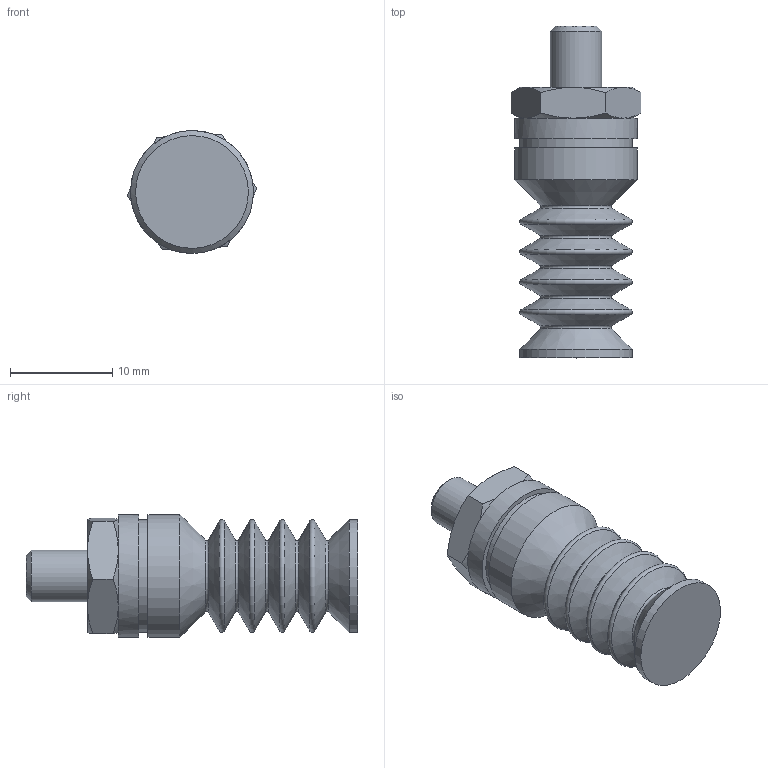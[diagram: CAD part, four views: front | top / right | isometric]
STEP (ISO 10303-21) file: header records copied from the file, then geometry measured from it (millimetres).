
FILE_DESCRIPTION(/* description */ (''),/* implementation_level */ '2;1');
FILE_NAME(/* name */ 'vf12-5nit+rac13rm5m.stp',/* time_stamp */ '2020-07-06T14:48:50+02:00',/* author */ ('enginyeria'),/* organization */ (''),/* preprocessor_version */ 'ST-DEVELOPER v17',/* originating_system */ 'Autodesk Inventor 2019',/* authorisation */ '');
FILE_SCHEMA (('CONFIG_CONTROL_DESIGN'));
Length unit declared in the file: millimetre
Products named in the file (1): Pieza196
Bounding box: 12.69 x 32.39 x 12 mm (x, y, z)
Volume: 2232.9 mm3; surface area: 1536.7 mm2
Topology: 1 solids, 1 shells, 51 faces, 145 edges, 101 vertices
Faces by surface type: cone 23, plane 13, torus 9, cylinder 6
Full cylindrical faces by diameter (mm): 2.5 x1, 5 x1, 11 x2, 12 x2
Entity records: 1821 total; most frequent: CARTESIAN_POINT 346, DIRECTION 323, ORIENTED_EDGE 290, AXIS2_PLACEMENT_3D 150, EDGE_CURVE 145, VERTEX_POINT 101, CIRCLE 98, EDGE_LOOP 56
